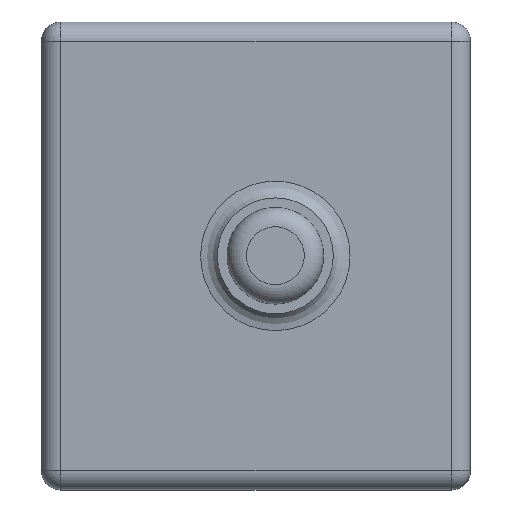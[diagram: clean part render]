
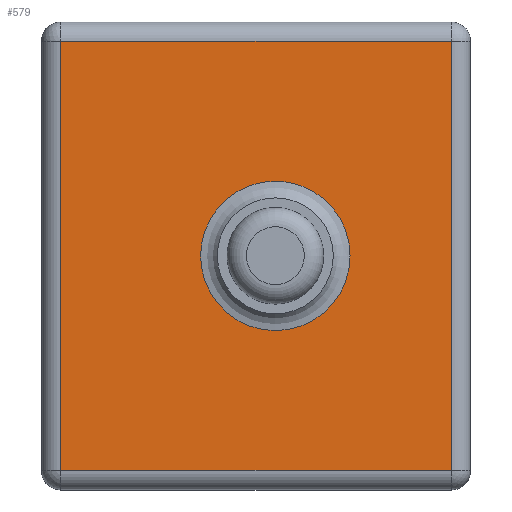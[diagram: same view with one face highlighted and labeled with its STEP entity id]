
A CAD part, top view. The second image highlights one B-rep face of the part: STEP entity #579.
In plain terms, the highlighted planar face has unit normal (0, 0, 1).
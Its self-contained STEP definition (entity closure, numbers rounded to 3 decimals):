
#27=FACE_BOUND('',#210,.T.);
#30=PLANE('',#641);
#46=LINE('',#922,#98);
#47=LINE('',#924,#99);
#48=LINE('',#926,#100);
#49=LINE('',#927,#101);
#98=VECTOR('',#730,10.);
#99=VECTOR('',#731,10.);
#100=VECTOR('',#732,10.);
#101=VECTOR('',#733,10.);
#169=FACE_OUTER_BOUND('',#209,.T.);
#209=EDGE_LOOP('',(#420,#421,#422,#423));
#210=EDGE_LOOP('',(#424));
#252=CIRCLE('',#638,3.866);
#277=VERTEX_POINT('',#914);
#279=VERTEX_POINT('',#920);
#280=VERTEX_POINT('',#921);
#281=VERTEX_POINT('',#923);
#282=VERTEX_POINT('',#925);
#327=EDGE_CURVE('',#277,#277,#252,.T.);
#330=EDGE_CURVE('',#279,#280,#46,.T.);
#331=EDGE_CURVE('',#281,#279,#47,.T.);
#332=EDGE_CURVE('',#282,#281,#48,.T.);
#333=EDGE_CURVE('',#280,#282,#49,.T.);
#420=ORIENTED_EDGE('',*,*,#330,.F.);
#421=ORIENTED_EDGE('',*,*,#331,.F.);
#422=ORIENTED_EDGE('',*,*,#332,.F.);
#423=ORIENTED_EDGE('',*,*,#333,.F.);
#424=ORIENTED_EDGE('',*,*,#327,.F.);
#579=ADVANCED_FACE('',(#169,#27),#30,.T.);
#638=AXIS2_PLACEMENT_3D('',#915,#722,#723);
#641=AXIS2_PLACEMENT_3D('',#919,#728,#729);
#722=DIRECTION('center_axis',(0.,0.,1.));
#723=DIRECTION('ref_axis',(-1.,0.,0.));
#728=DIRECTION('center_axis',(0.,0.,1.));
#729=DIRECTION('ref_axis',(1.,0.,0.));
#730=DIRECTION('',(1.,0.,0.));
#731=DIRECTION('',(0.,1.,0.));
#732=DIRECTION('',(-1.,0.,0.));
#733=DIRECTION('',(0.,-1.,0.));
#914=CARTESIAN_POINT('',(13.966,10.1,0.));
#915=CARTESIAN_POINT('Origin',(10.1,10.1,0.));
#919=CARTESIAN_POINT('Origin',(9.1,10.1,0.));
#920=CARTESIAN_POINT('',(-1.,21.2,0.));
#921=CARTESIAN_POINT('',(19.2,21.2,0.));
#922=CARTESIAN_POINT('',(3.55,21.2,0.));
#923=CARTESIAN_POINT('',(-1.,-1.,0.));
#924=CARTESIAN_POINT('',(-1.,4.05,0.));
#925=CARTESIAN_POINT('',(19.2,-1.,0.));
#926=CARTESIAN_POINT('',(14.65,-1.,0.));
#927=CARTESIAN_POINT('',(19.2,16.15,0.));
